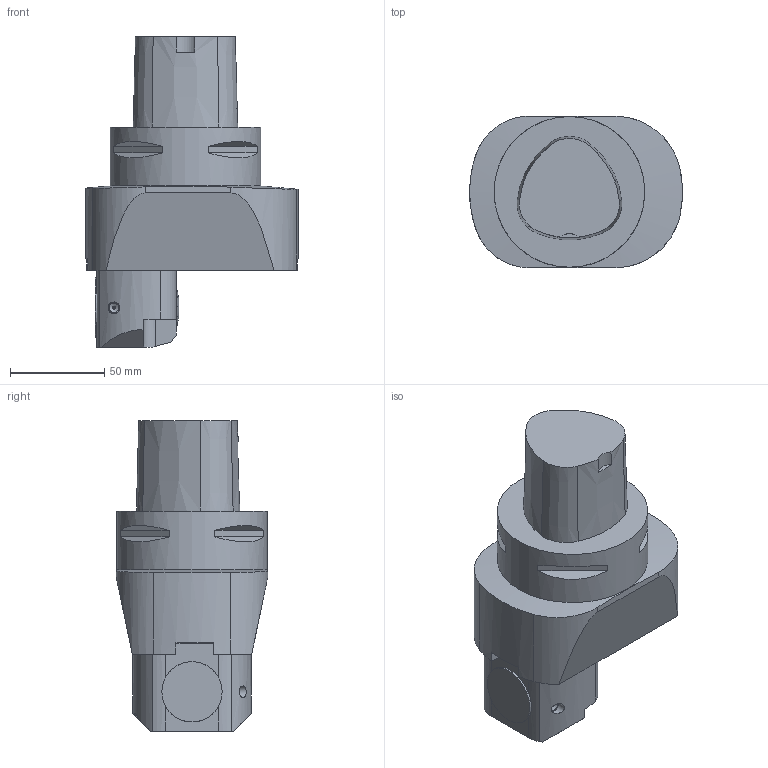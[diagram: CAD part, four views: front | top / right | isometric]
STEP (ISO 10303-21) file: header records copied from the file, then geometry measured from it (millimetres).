
FILE_DESCRIPTION(/* description */ (''),/* implementation_level */ '2;1');
FILE_NAME(/* name */ '1573799452555.stp',/* time_stamp */ '2019-11-15T07:30:59+01:00',/* author */ (''),/* organization */ ('SMS'),/* preprocessor_version */ 'ST-DEVELOPER v16.7',/* originating_system */ 'SIEMENS PLM Software NX 12.0',/* authorisation */ '');
FILE_SCHEMA (('AUTOMOTIVE_DESIGN { 1 0 10303 214 3 1 1 1 }'));
Length unit declared in the file: millimetre
Products named in the file (3): 111169597mod000_01; 111166877mod000_01; 111164873mod000_01
Assembly tree (2 placements, depth 2):
  111164873mod000_01
    111166877mod000_01
    111169597mod000_01
Bounding box: 112.97 x 80.4 x 165 mm (x, y, z)
Volume: 609279.2 mm3; surface area: 68162.6 mm2
Topology: 2 solids, 3 shells, 316 faces, 893 edges, 600 vertices
Faces by surface type: plane 272, cylinder 30, cone 13, sphere 1
Full cylindrical faces by diameter (mm): 4.7 x1, 6 x1, 6.25 x1, 9.5 x1, 10 x1, 10.2 x1, 32 x2, 80 x1
Entity records: 10440 total; most frequent: CARTESIAN_POINT 2377, ORIENTED_EDGE 1730, DIRECTION 1506, EDGE_CURVE 865, VERTEX_POINT 584, LINE 540, VECTOR 540, AXIS2_PLACEMENT_3D 483
